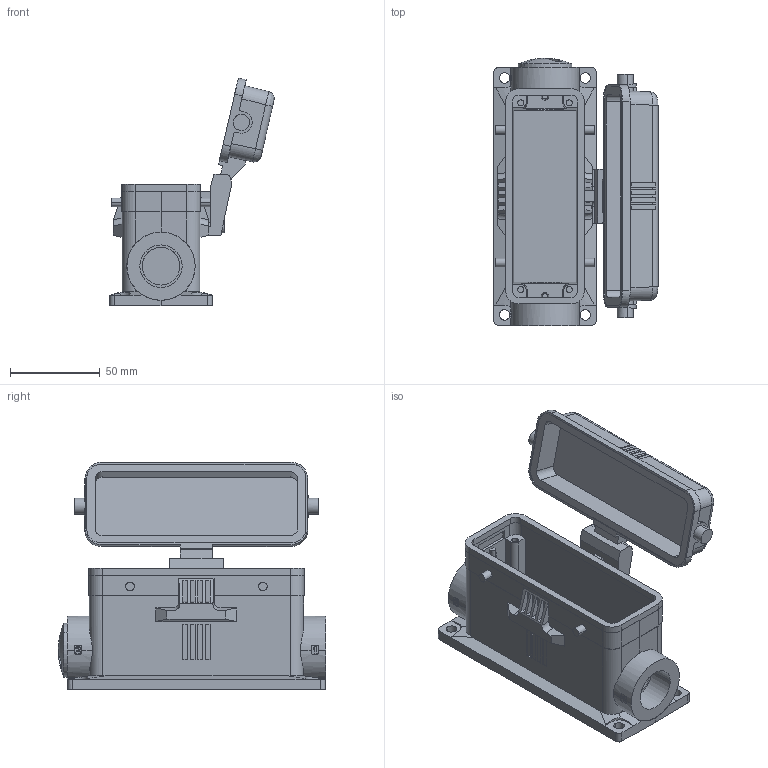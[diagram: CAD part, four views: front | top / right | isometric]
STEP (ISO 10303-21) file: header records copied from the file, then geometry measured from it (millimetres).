
FILE_DESCRIPTION(('Creo Elements/Direct Modeling STEP Export'),'2;1');
FILE_NAME('model.stp','2020-12-17T 0:33:16',(''),(''),'Creo Elements/Direct Modeling STEP processor for AP214 (Solid Model)','Creo Elements/Direct Modeling 20.1A 29-Sep-2018 (C) Parametric Technology GmbH','');
FILE_SCHEMA(('AUTOMOTIVE_DESIGN { 1 0 10303 214 1 1 1 1 }'));
Length unit declared in the file: millimetre
Products named in the file (2): HC_STA_B24_SLFDC_2SSM25_ELC_AL-select
Assembly tree (1 placements, depth 2):
  HC_STA_B24_SLFDC_2SSM25_ELC_AL-select
    HC_STA_B24_SLFDC_2SSM25_ELC_AL-select
Bounding box: 91.54 x 148.92 x 126.94 mm (x, y, z)
Volume: 203501.6 mm3; surface area: 88844.8 mm2
Topology: 1 solids, 1 shells, 475 faces, 1303 edges, 864 vertices
Faces by surface type: plane 305, cylinder 130, cone 18, bspline 12, extrusion 8, sphere 2
Entity records: 24467 total; most frequent: CARTESIAN_POINT 8853, ORIENTED_EDGE 2602, DIRECTION 2171, EDGE_CURVE 1301, VECTOR 867, VERTEX_POINT 864, LINE 859, AXIS2_PLACEMENT_3D 652
